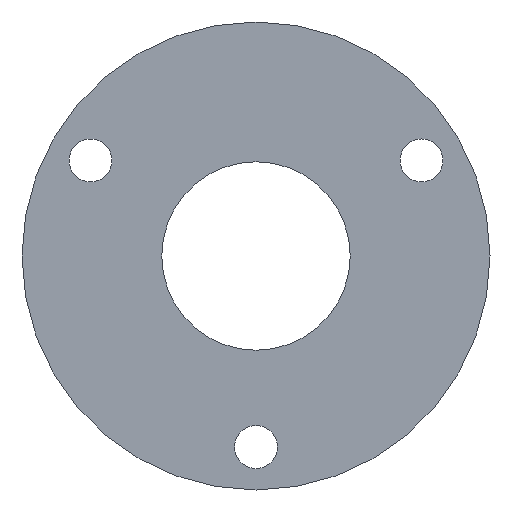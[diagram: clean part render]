
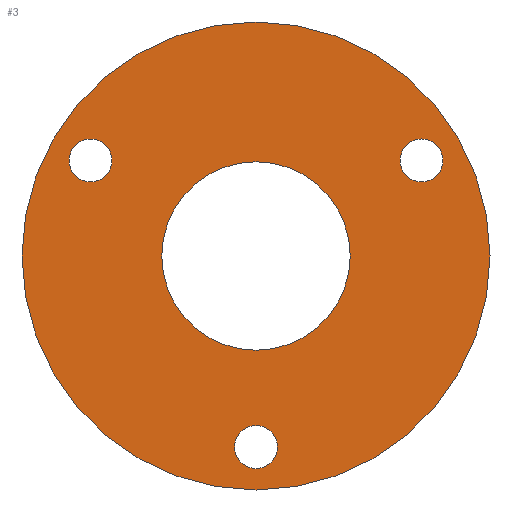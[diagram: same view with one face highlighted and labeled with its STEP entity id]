
A CAD part, front view. The second image highlights one B-rep face of the part: STEP entity #3.
In plain terms, the highlighted planar face has unit normal (0, -1, 0).
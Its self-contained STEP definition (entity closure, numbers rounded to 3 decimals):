
#1 = CARTESIAN_POINT ( 'NONE',  ( 0., 0., 60. ) ) ;
#3 = ADVANCED_FACE ( 'NONE', ( #251, #400, #157, #295, #444 ), #79, .F. ) ;
#8 = VERTEX_POINT ( 'NONE', #124 ) ;
#10 = AXIS2_PLACEMENT_3D ( 'NONE', #91, #202, #380 ) ;
#12 = EDGE_CURVE ( 'NONE', #245, #73, #58, .T. ) ;
#15 = DIRECTION ( 'NONE',  ( 0., 0., 1. ) ) ;
#16 = AXIS2_PLACEMENT_3D ( 'NONE', #93, #340, #446 ) ;
#31 = ORIENTED_EDGE ( 'NONE', *, *, #222, .T. ) ;
#34 = DIRECTION ( 'NONE',  ( 0., 0., 1. ) ) ;
#41 = VERTEX_POINT ( 'NONE', #301 ) ;
#43 = EDGE_CURVE ( 'NONE', #8, #41, #359, .T. ) ;
#51 = AXIS2_PLACEMENT_3D ( 'NONE', #103, #349, #243 ) ;
#58 = CIRCLE ( 'NONE', #254, 5.5 ) ;
#61 = EDGE_CURVE ( 'NONE', #394, #361, #320, .T. ) ;
#69 = ORIENTED_EDGE ( 'NONE', *, *, #12, .T. ) ;
#70 = CARTESIAN_POINT ( 'NONE',  ( 0., 0., -54.5 ) ) ;
#72 = DIRECTION ( 'NONE',  ( 0., 1., 0. ) ) ;
#73 = VERTEX_POINT ( 'NONE', #131 ) ;
#79 = PLANE ( 'NONE',  #16 ) ;
#91 = CARTESIAN_POINT ( 'NONE',  ( 42.435, 0., 24.5 ) ) ;
#93 = CARTESIAN_POINT ( 'NONE',  ( 0., 0., 0. ) ) ;
#96 = EDGE_CURVE ( 'NONE', #333, #336, #178, .T. ) ;
#103 = CARTESIAN_POINT ( 'NONE',  ( 0., 0., 0. ) ) ;
#104 = CARTESIAN_POINT ( 'NONE',  ( 0., 0., -49. ) ) ;
#107 = CARTESIAN_POINT ( 'NONE',  ( 0., 0., 0. ) ) ;
#119 = ORIENTED_EDGE ( 'NONE', *, *, #326, .F. ) ;
#124 = CARTESIAN_POINT ( 'NONE',  ( 42.435, 0., 19. ) ) ;
#131 = CARTESIAN_POINT ( 'NONE',  ( 0., 0., -43.5 ) ) ;
#134 = CIRCLE ( 'NONE', #158, 5.5 ) ;
#135 = DIRECTION ( 'NONE',  ( 0., 0., 1. ) ) ;
#146 = CARTESIAN_POINT ( 'NONE',  ( 0., 0., -60. ) ) ;
#147 = ORIENTED_EDGE ( 'NONE', *, *, #43, .T. ) ;
#157 = FACE_BOUND ( 'NONE', #459, .T. ) ;
#158 = AXIS2_PLACEMENT_3D ( 'NONE', #455, #170, #135 ) ;
#160 = ORIENTED_EDGE ( 'NONE', *, *, #299, .T. ) ;
#166 = AXIS2_PLACEMENT_3D ( 'NONE', #315, #72, #34 ) ;
#168 = DIRECTION ( 'NONE',  ( 0., 1., 0. ) ) ;
#170 = DIRECTION ( 'NONE',  ( 0., 1., 0. ) ) ;
#178 = CIRCLE ( 'NONE', #203, 5.5 ) ;
#179 = CARTESIAN_POINT ( 'NONE',  ( -42.435, 0., 30. ) ) ;
#183 = EDGE_LOOP ( 'NONE', ( #218, #367 ) ) ;
#191 = EDGE_LOOP ( 'NONE', ( #286, #69 ) ) ;
#193 = CIRCLE ( 'NONE', #51, 24.15 ) ;
#194 = EDGE_CURVE ( 'NONE', #467, #247, #294, .T. ) ;
#202 = DIRECTION ( 'NONE',  ( 0., 1., 0. ) ) ;
#203 = AXIS2_PLACEMENT_3D ( 'NONE', #272, #298, #378 ) ;
#209 = CARTESIAN_POINT ( 'NONE',  ( 0., 0., 0. ) ) ;
#210 = DIRECTION ( 'NONE',  ( 0., 1., 0. ) ) ;
#218 = ORIENTED_EDGE ( 'NONE', *, *, #255, .T. ) ;
#222 = EDGE_CURVE ( 'NONE', #41, #8, #134, .T. ) ;
#240 = EDGE_CURVE ( 'NONE', #73, #245, #242, .T. ) ;
#242 = CIRCLE ( 'NONE', #419, 5.5 ) ;
#243 = DIRECTION ( 'NONE',  ( 0., 0., 1. ) ) ;
#245 = VERTEX_POINT ( 'NONE', #70 ) ;
#247 = VERTEX_POINT ( 'NONE', #393 ) ;
#250 = AXIS2_PLACEMENT_3D ( 'NONE', #107, #210, #421 ) ;
#251 = FACE_BOUND ( 'NONE', #183, .T. ) ;
#254 = AXIS2_PLACEMENT_3D ( 'NONE', #346, #168, #15 ) ;
#255 = EDGE_CURVE ( 'NONE', #247, #467, #193, .T. ) ;
#259 = AXIS2_PLACEMENT_3D ( 'NONE', #209, #317, #462 ) ;
#266 = DIRECTION ( 'NONE',  ( 0., 1., 0. ) ) ;
#272 = CARTESIAN_POINT ( 'NONE',  ( -42.435, 0., 24.5 ) ) ;
#284 = ORIENTED_EDGE ( 'NONE', *, *, #96, .T. ) ;
#285 = CIRCLE ( 'NONE', #259, 60. ) ;
#286 = ORIENTED_EDGE ( 'NONE', *, *, #240, .T. ) ;
#294 = CIRCLE ( 'NONE', #250, 24.15 ) ;
#295 = FACE_BOUND ( 'NONE', #191, .T. ) ;
#298 = DIRECTION ( 'NONE',  ( 0., 1., 0. ) ) ;
#299 = EDGE_CURVE ( 'NONE', #336, #333, #368, .T. ) ;
#301 = CARTESIAN_POINT ( 'NONE',  ( 42.435, 0., 30. ) ) ;
#311 = DIRECTION ( 'NONE',  ( 0., 1., 0. ) ) ;
#313 = DIRECTION ( 'NONE',  ( 0., 0., 1. ) ) ;
#315 = CARTESIAN_POINT ( 'NONE',  ( -42.435, 0., 24.5 ) ) ;
#316 = EDGE_LOOP ( 'NONE', ( #284, #160 ) ) ;
#317 = DIRECTION ( 'NONE',  ( 0., 1., 0. ) ) ;
#320 = CIRCLE ( 'NONE', #383, 60. ) ;
#326 = EDGE_CURVE ( 'NONE', #361, #394, #285, .T. ) ;
#333 = VERTEX_POINT ( 'NONE', #179 ) ;
#336 = VERTEX_POINT ( 'NONE', #428 ) ;
#340 = DIRECTION ( 'NONE',  ( 0., 1., 0. ) ) ;
#346 = CARTESIAN_POINT ( 'NONE',  ( 0., 0., -49. ) ) ;
#349 = DIRECTION ( 'NONE',  ( 0., 1., 0. ) ) ;
#359 = CIRCLE ( 'NONE', #10, 5.5 ) ;
#361 = VERTEX_POINT ( 'NONE', #1 ) ;
#367 = ORIENTED_EDGE ( 'NONE', *, *, #194, .T. ) ;
#368 = CIRCLE ( 'NONE', #166, 5.5 ) ;
#375 = DIRECTION ( 'NONE',  ( 0., 0., 1. ) ) ;
#378 = DIRECTION ( 'NONE',  ( 0., 0., 1. ) ) ;
#380 = DIRECTION ( 'NONE',  ( 0., 0., 1. ) ) ;
#383 = AXIS2_PLACEMENT_3D ( 'NONE', #447, #266, #375 ) ;
#389 = EDGE_LOOP ( 'NONE', ( #408, #119 ) ) ;
#393 = CARTESIAN_POINT ( 'NONE',  ( 0., 0., 24.15 ) ) ;
#394 = VERTEX_POINT ( 'NONE', #146 ) ;
#400 = FACE_BOUND ( 'NONE', #316, .T. ) ;
#408 = ORIENTED_EDGE ( 'NONE', *, *, #61, .F. ) ;
#419 = AXIS2_PLACEMENT_3D ( 'NONE', #104, #311, #313 ) ;
#421 = DIRECTION ( 'NONE',  ( 0., 0., 1. ) ) ;
#428 = CARTESIAN_POINT ( 'NONE',  ( -42.435, 0., 19. ) ) ;
#431 = CARTESIAN_POINT ( 'NONE',  ( 0., 0., -24.15 ) ) ;
#444 = FACE_OUTER_BOUND ( 'NONE', #389, .T. ) ;
#446 = DIRECTION ( 'NONE',  ( 0., 0., 1. ) ) ;
#447 = CARTESIAN_POINT ( 'NONE',  ( 0., 0., 0. ) ) ;
#455 = CARTESIAN_POINT ( 'NONE',  ( 42.435, 0., 24.5 ) ) ;
#459 = EDGE_LOOP ( 'NONE', ( #31, #147 ) ) ;
#462 = DIRECTION ( 'NONE',  ( 0., 0., 1. ) ) ;
#467 = VERTEX_POINT ( 'NONE', #431 ) ;
